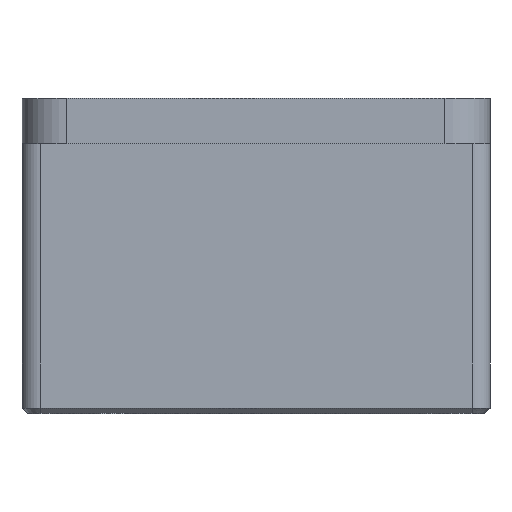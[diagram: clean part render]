
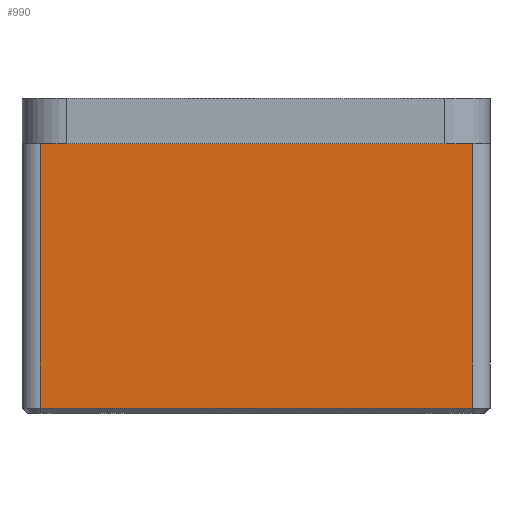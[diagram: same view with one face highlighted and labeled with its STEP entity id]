
A CAD part, front view. The second image highlights one B-rep face of the part: STEP entity #990.
In plain terms, the highlighted planar face has unit normal (0, -1, 0).
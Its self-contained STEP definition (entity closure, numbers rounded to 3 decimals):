
#43=PLANE('',#1103);
#92=FACE_OUTER_BOUND('',#158,.T.);
#158=EDGE_LOOP('',(#837,#838,#839,#840));
#229=LINE('',#1586,#319);
#259=LINE('',#1688,#349);
#260=LINE('',#1691,#350);
#261=LINE('',#1692,#351);
#319=VECTOR('',#1263,10.);
#349=VECTOR('',#1369,10.);
#350=VECTOR('',#1372,10.);
#351=VECTOR('',#1373,10.);
#460=VERTEX_POINT('',#1577);
#462=VERTEX_POINT('',#1584);
#496=VERTEX_POINT('',#1686);
#497=VERTEX_POINT('',#1690);
#573=EDGE_CURVE('',#462,#460,#229,.T.);
#624=EDGE_CURVE('',#496,#462,#259,.T.);
#625=EDGE_CURVE('',#496,#497,#260,.T.);
#626=EDGE_CURVE('',#460,#497,#261,.T.);
#837=ORIENTED_EDGE('',*,*,#573,.F.);
#838=ORIENTED_EDGE('',*,*,#624,.F.);
#839=ORIENTED_EDGE('',*,*,#625,.T.);
#840=ORIENTED_EDGE('',*,*,#626,.F.);
#990=ADVANCED_FACE('',(#92),#43,.T.);
#1103=AXIS2_PLACEMENT_3D('',#1689,#1370,#1371);
#1263=DIRECTION('',(-1.,0.,0.));
#1369=DIRECTION('',(0.,0.,-1.));
#1370=DIRECTION('center_axis',(0.,-1.,0.));
#1371=DIRECTION('ref_axis',(1.,0.,0.));
#1372=DIRECTION('',(-1.,0.,0.));
#1373=DIRECTION('',(0.,0.,1.));
#1577=CARTESIAN_POINT('',(-24.,-34.,0.6));
#1584=CARTESIAN_POINT('',(24.,-34.,0.6));
#1586=CARTESIAN_POINT('',(-13.,-34.,0.6));
#1686=CARTESIAN_POINT('',(24.,-34.,30.));
#1688=CARTESIAN_POINT('',(24.,-34.,15.));
#1689=CARTESIAN_POINT('Origin',(-26.,-34.,0.));
#1690=CARTESIAN_POINT('',(-24.,-34.,30.));
#1691=CARTESIAN_POINT('',(-13.,-34.,30.));
#1692=CARTESIAN_POINT('',(-24.,-34.,15.));
